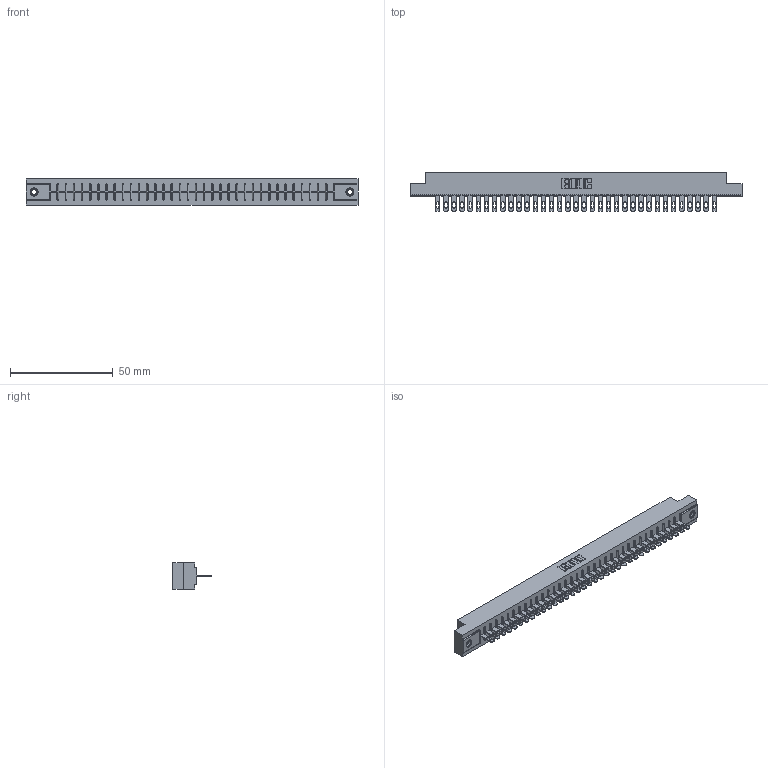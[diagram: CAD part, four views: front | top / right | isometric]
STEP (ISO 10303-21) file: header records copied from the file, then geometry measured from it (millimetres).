
FILE_DESCRIPTION (( 'STEP AP203' ), '1' );
FILE_NAME ('306-035-500-107.STEP', '2019-09-11T23:16:24', ( '' ), ( '' ), 'SwSTEP 2.0', 'SolidWorks 2016', '' );
FILE_SCHEMA (( 'CONFIG_CONTROL_DESIGN' ));
Length unit declared in the file: inch
Products named in the file (4): 345-250-001_345-250-005-103; 306-035-500-107; 306-290-001_100; 306 Part_.156 Dia
Assembly tree (38 placements, depth 2):
  306-035-500-107
    306 Part_.156 Dia
    306-290-001_100  x35
    345-250-001_345-250-005-103  x2
Bounding box: 161.7 x 18.87 x 12.7 mm (x, y, z)
Volume: 17915.4 mm3; surface area: 18967.4 mm2
Topology: 38 solids, 38 shells, 2836 faces, 7977 edges, 5122 vertices
Faces by surface type: plane 1850, cylinder 830, sphere 140, cone 12, torus 4
Entity records: 34895 total; most frequent: CARTESIAN_POINT 5839, ORIENTED_EDGE 5782, DIRECTION 5767, EDGE_CURVE 2891, VECTOR 2255, LINE 2255, VERTEX_POINT 1828, AXIS2_PLACEMENT_3D 1756
